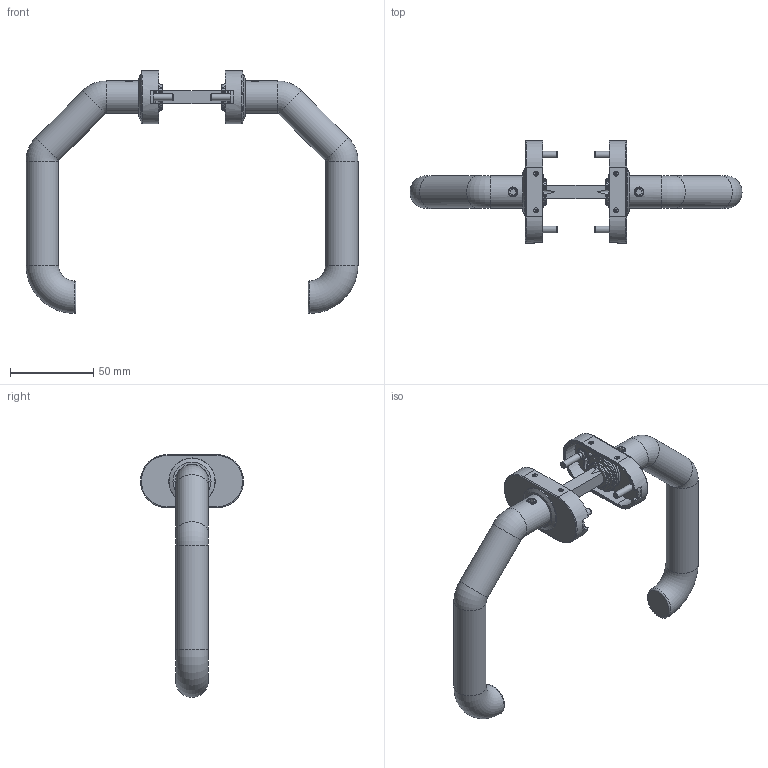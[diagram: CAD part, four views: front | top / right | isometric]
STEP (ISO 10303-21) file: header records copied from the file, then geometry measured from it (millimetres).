
FILE_DESCRIPTION (( 'STEP AP203' ), '1' );
FILE_NAME ('203-VA.STEP', '2022-07-28T07:14:41', ( '' ), ( '' ), 'SwSTEP 2.0', 'SolidWorks 2018', '' );
FILE_SCHEMA (( 'CONFIG_CONTROL_DESIGN' ));
Length unit declared in the file: millimetre
Products named in the file (13): 203-VA Teil1_203-VA Teil1; 203-VA Teil9_203-VA Teil9; 203-VA Teil8_203-VA Teil8; 203-VA Teil2_203-VA Teil2; DIN914_DIN 914 M6x6; 203-VA Teil5_203-VA Teil5; 203-VA Teil7_203-VA Teil7; 203-VA Teil6_203-VA Teil6; 203-VA Teil4_203-VA Teil4; 203-VA Teil3_203-VA Teil3; 203-VA; DIN 471 Wellensicherungsring_DIN 471 Gr”áe 15; DIN 965_DIN 965 M4x18
Assembly tree (25 placements, depth 2):
  203-VA
    203-VA Teil6_203-VA Teil6  x2
    DIN 965_DIN 965 M4x18  x4
    203-VA Teil1_203-VA Teil1  x2
    203-VA Teil2_203-VA Teil2  x2
    203-VA Teil3_203-VA Teil3  x2
    203-VA Teil4_203-VA Teil4  x2
    203-VA Teil7_203-VA Teil7  x2
    203-VA Teil8_203-VA Teil8  x2
    203-VA Teil5_203-VA Teil5  x2
    DIN 471 Wellensicherungsring_DIN 471 Gr”áe 15  x2
    203-VA Teil9_203-VA Teil9
    DIN914_DIN 914 M6x6  x2
Bounding box: 200 x 62 x 146.2 mm (x, y, z)
Volume: 64926.9 mm3; surface area: 80445.7 mm2
Topology: 27 solids, 27 shells, 896 faces, 2334 edges, 1536 vertices
Faces by surface type: plane 462, bspline 172, cylinder 158, cone 54, torus 50
Full cylindrical faces by diameter (mm): 1.7 x4, 3.6 x4, 4 x4, 5 x4, 6 x2, 6.2 x4, 7.2 x4, 7.713 x4, 15.7 x8, 16.3 x4, 16.9 x2, 19 x2, 19.6 x6, 20.6 x2, 20.9 x2, 24 x2, 27.8 x2, 28 x2
Entity records: 21164 total; most frequent: CARTESIAN_POINT 9415, ORIENTED_EDGE 2134, DIRECTION 1820, EDGE_CURVE 1067, VERTEX_POINT 736, AXIS2_PLACEMENT_3D 607, VECTOR 606, LINE 606
